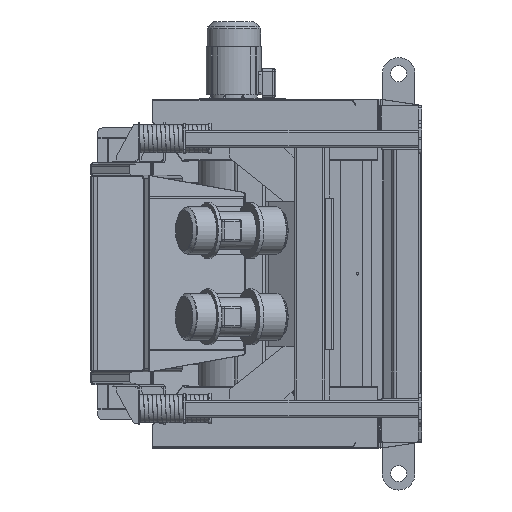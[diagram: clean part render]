
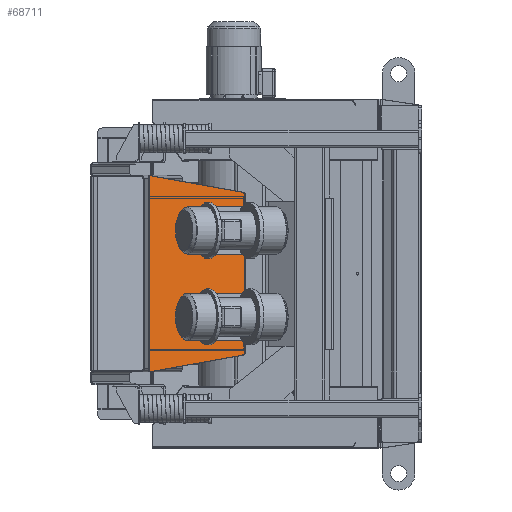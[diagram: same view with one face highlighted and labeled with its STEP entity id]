
A CAD part, left-side view. The second image highlights one B-rep face of the part: STEP entity #68711.
In plain terms, the highlighted face is planar.
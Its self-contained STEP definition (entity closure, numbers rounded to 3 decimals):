
#7322=CIRCLE('',#74059,20.);
#7323=CIRCLE('',#74060,20.);
#10375=FACE_OUTER_BOUND('',#14136,.T.);
#14136=EDGE_LOOP('',(#54455,#54456,#54457,#54458,#54459,#54460));
#19215=LINE('',#113227,#25830);
#19216=LINE('',#113229,#25831);
#19217=LINE('',#113231,#25832);
#19218=LINE('',#113234,#25833);
#25830=VECTOR('',#86251,10.);
#25831=VECTOR('',#86252,10.);
#25832=VECTOR('',#86253,10.);
#25833=VECTOR('',#86256,10.);
#32234=VERTEX_POINT('',#113223);
#32235=VERTEX_POINT('',#113224);
#32236=VERTEX_POINT('',#113226);
#32237=VERTEX_POINT('',#113228);
#32238=VERTEX_POINT('',#113230);
#32239=VERTEX_POINT('',#113232);
#40102=EDGE_CURVE('',#32234,#32235,#7322,.T.);
#40103=EDGE_CURVE('',#32234,#32236,#19215,.T.);
#40104=EDGE_CURVE('',#32236,#32237,#19216,.T.);
#40105=EDGE_CURVE('',#32237,#32238,#19217,.T.);
#40106=EDGE_CURVE('',#32239,#32238,#7323,.T.);
#40107=EDGE_CURVE('',#32239,#32235,#19218,.T.);
#54455=ORIENTED_EDGE('',*,*,#40102,.F.);
#54456=ORIENTED_EDGE('',*,*,#40103,.T.);
#54457=ORIENTED_EDGE('',*,*,#40104,.T.);
#54458=ORIENTED_EDGE('',*,*,#40105,.T.);
#54459=ORIENTED_EDGE('',*,*,#40106,.F.);
#54460=ORIENTED_EDGE('',*,*,#40107,.T.);
#65988=PLANE('',#74058);
#68711=ADVANCED_FACE('',(#10375),#65988,.F.);
#74058=AXIS2_PLACEMENT_3D('',#113222,#86247,#86248);
#74059=AXIS2_PLACEMENT_3D('',#113225,#86249,#86250);
#74060=AXIS2_PLACEMENT_3D('',#113233,#86254,#86255);
#86247=DIRECTION('center_axis',(0.907,0.,0.421));
#86248=DIRECTION('ref_axis',(0.,1.,0.));
#86249=DIRECTION('center_axis',(0.907,0.,0.421));
#86250=DIRECTION('ref_axis',(0.321,-0.648,-0.691));
#86251=DIRECTION('',(-0.416,-0.16,0.895));
#86252=DIRECTION('',(0.,1.,0.));
#86253=DIRECTION('',(0.416,-0.16,-0.895));
#86254=DIRECTION('center_axis',(0.907,0.,0.421));
#86255=DIRECTION('ref_axis',(0.321,0.648,-0.691));
#86256=DIRECTION('',(0.,-1.,0.));
#113222=CARTESIAN_POINT('Origin',(204.876,0.,
-254.482));
#113223=CARTESIAN_POINT('',(307.716,-377.73,-475.777));
#113224=CARTESIAN_POINT('',(314.792,-357.989,-491.003));
#113225=CARTESIAN_POINT('Origin',(306.363,-357.989,-472.866));
#113226=CARTESIAN_POINT('',(107.446,-455.,-44.829));
#113227=CARTESIAN_POINT('',(314.792,-375.,-491.003));
#113228=CARTESIAN_POINT('',(107.446,455.,-44.829));
#113229=CARTESIAN_POINT('',(107.446,-455.,-44.829));
#113230=CARTESIAN_POINT('',(307.716,377.73,-475.777));
#113231=CARTESIAN_POINT('',(107.446,455.,-44.829));
#113232=CARTESIAN_POINT('',(314.792,357.989,-491.003));
#113233=CARTESIAN_POINT('Origin',(306.363,357.989,-472.866));
#113234=CARTESIAN_POINT('',(314.792,375.,-491.003));
